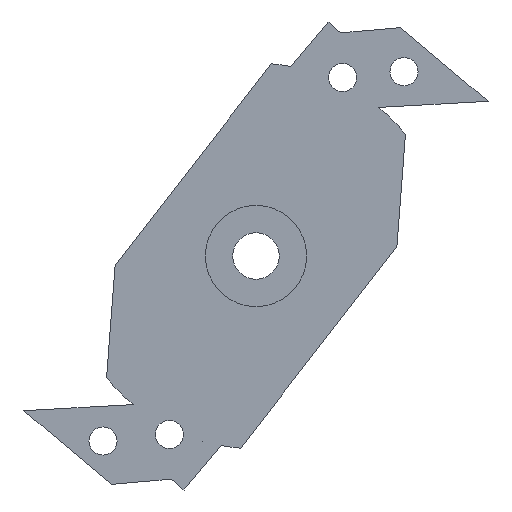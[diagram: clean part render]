
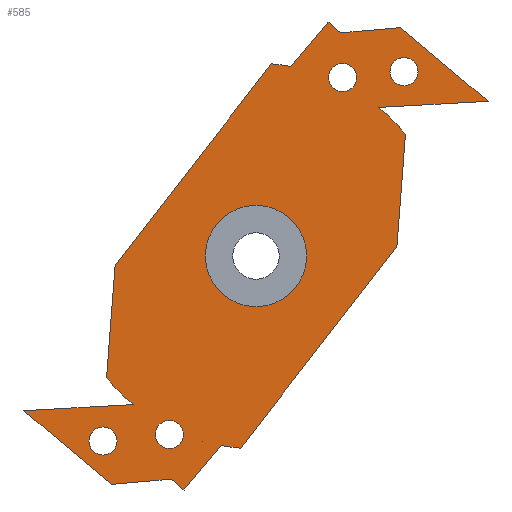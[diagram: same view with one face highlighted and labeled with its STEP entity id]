
A CAD part, left-side view. The second image highlights one B-rep face of the part: STEP entity #585.
In plain terms, the highlighted planar face has unit normal (-1, 0, 0).
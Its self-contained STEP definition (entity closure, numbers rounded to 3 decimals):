
#16=FACE_BOUND('',#96,.T.);
#17=FACE_BOUND('',#97,.T.);
#18=FACE_BOUND('',#98,.T.);
#19=FACE_BOUND('',#99,.T.);
#20=FACE_BOUND('',#100,.T.);
#21=FACE_BOUND('',#101,.T.);
#38=PLANE('',#643);
#64=FACE_OUTER_BOUND('',#95,.T.);
#95=EDGE_LOOP('',(#461,#462,#463,#464,#465,#466,#467,#468,#469,#470,#471,
#472,#473,#474,#475,#476,#477,#478));
#96=EDGE_LOOP('',(#479));
#97=EDGE_LOOP('',(#480));
#98=EDGE_LOOP('',(#481));
#99=EDGE_LOOP('',(#482));
#100=EDGE_LOOP('',(#483));
#101=EDGE_LOOP('',(#484,#485,#486));
#123=LINE('',#843,#182);
#126=LINE('',#850,#185);
#134=LINE('',#877,#193);
#136=LINE('',#881,#195);
#140=LINE('',#890,#199);
#145=LINE('',#902,#204);
#146=LINE('',#904,#205);
#151=LINE('',#922,#210);
#156=LINE('',#935,#215);
#157=LINE('',#938,#216);
#158=LINE('',#940,#217);
#159=LINE('',#942,#218);
#160=LINE('',#944,#219);
#161=LINE('',#945,#220);
#162=LINE('',#946,#221);
#163=LINE('',#947,#222);
#182=VECTOR('',#677,10.);
#185=VECTOR('',#682,10.);
#193=VECTOR('',#706,10.);
#195=VECTOR('',#710,10.);
#199=VECTOR('',#716,10.);
#204=VECTOR('',#729,10.);
#205=VECTOR('',#732,10.);
#210=VECTOR('',#751,10.);
#215=VECTOR('',#764,10.);
#216=VECTOR('',#767,10.);
#217=VECTOR('',#768,10.);
#218=VECTOR('',#769,10.);
#219=VECTOR('',#770,10.);
#220=VECTOR('',#771,10.);
#221=VECTOR('',#772,10.);
#222=VECTOR('',#773,10.);
#241=CIRCLE('',#620,6.);
#242=CIRCLE('',#622,22.847);
#244=CIRCLE('',#628,22.847);
#247=CIRCLE('',#634,22.847);
#248=CIRCLE('',#636,22.847);
#251=CIRCLE('',#641,22.847);
#252=CIRCLE('',#644,1.666);
#253=CIRCLE('',#645,1.666);
#254=CIRCLE('',#646,1.666);
#255=CIRCLE('',#647,1.666);
#264=VERTEX_POINT('',#840);
#265=VERTEX_POINT('',#842);
#266=VERTEX_POINT('',#846);
#268=VERTEX_POINT('',#849);
#271=VERTEX_POINT('',#858);
#273=VERTEX_POINT('',#863);
#274=VERTEX_POINT('',#865);
#278=VERTEX_POINT('',#874);
#279=VERTEX_POINT('',#876);
#280=VERTEX_POINT('',#880);
#282=VERTEX_POINT('',#886);
#284=VERTEX_POINT('',#889);
#287=VERTEX_POINT('',#896);
#289=VERTEX_POINT('',#908);
#291=VERTEX_POINT('',#914);
#292=VERTEX_POINT('',#919);
#295=VERTEX_POINT('',#926);
#297=VERTEX_POINT('',#930);
#298=VERTEX_POINT('',#937);
#299=VERTEX_POINT('',#939);
#300=VERTEX_POINT('',#941);
#301=VERTEX_POINT('',#943);
#302=VERTEX_POINT('',#948);
#303=VERTEX_POINT('',#950);
#304=VERTEX_POINT('',#952);
#305=VERTEX_POINT('',#954);
#319=EDGE_CURVE('',#265,#264,#123,.T.);
#322=EDGE_CURVE('',#266,#268,#126,.F.);
#326=EDGE_CURVE('',#271,#271,#241,.T.);
#329=EDGE_CURVE('',#273,#274,#242,.T.);
#334=EDGE_CURVE('',#279,#278,#134,.T.);
#336=EDGE_CURVE('',#280,#278,#136,.T.);
#340=EDGE_CURVE('',#284,#282,#140,.T.);
#344=EDGE_CURVE('',#287,#266,#244,.T.);
#347=EDGE_CURVE('',#268,#287,#145,.T.);
#348=EDGE_CURVE('',#280,#284,#146,.T.);
#352=EDGE_CURVE('',#265,#289,#247,.T.);
#354=EDGE_CURVE('',#291,#282,#248,.T.);
#357=EDGE_CURVE('',#273,#292,#151,.T.);
#362=EDGE_CURVE('',#297,#295,#251,.T.);
#364=EDGE_CURVE('',#295,#292,#156,.T.);
#365=EDGE_CURVE('',#289,#298,#157,.T.);
#366=EDGE_CURVE('',#299,#264,#158,.T.);
#367=EDGE_CURVE('',#300,#299,#159,.T.);
#368=EDGE_CURVE('',#300,#301,#160,.T.);
#369=EDGE_CURVE('',#301,#274,#161,.T.);
#370=EDGE_CURVE('',#279,#297,#162,.T.);
#371=EDGE_CURVE('',#291,#298,#163,.T.);
#372=EDGE_CURVE('',#302,#302,#252,.T.);
#373=EDGE_CURVE('',#303,#303,#253,.T.);
#374=EDGE_CURVE('',#304,#304,#254,.T.);
#375=EDGE_CURVE('',#305,#305,#255,.T.);
#461=ORIENTED_EDGE('',*,*,#365,.F.);
#462=ORIENTED_EDGE('',*,*,#352,.F.);
#463=ORIENTED_EDGE('',*,*,#319,.T.);
#464=ORIENTED_EDGE('',*,*,#366,.F.);
#465=ORIENTED_EDGE('',*,*,#367,.F.);
#466=ORIENTED_EDGE('',*,*,#368,.T.);
#467=ORIENTED_EDGE('',*,*,#369,.T.);
#468=ORIENTED_EDGE('',*,*,#329,.F.);
#469=ORIENTED_EDGE('',*,*,#357,.T.);
#470=ORIENTED_EDGE('',*,*,#364,.F.);
#471=ORIENTED_EDGE('',*,*,#362,.F.);
#472=ORIENTED_EDGE('',*,*,#370,.F.);
#473=ORIENTED_EDGE('',*,*,#334,.T.);
#474=ORIENTED_EDGE('',*,*,#336,.F.);
#475=ORIENTED_EDGE('',*,*,#348,.T.);
#476=ORIENTED_EDGE('',*,*,#340,.T.);
#477=ORIENTED_EDGE('',*,*,#354,.F.);
#478=ORIENTED_EDGE('',*,*,#371,.T.);
#479=ORIENTED_EDGE('',*,*,#372,.T.);
#480=ORIENTED_EDGE('',*,*,#373,.T.);
#481=ORIENTED_EDGE('',*,*,#374,.T.);
#482=ORIENTED_EDGE('',*,*,#375,.T.);
#483=ORIENTED_EDGE('',*,*,#326,.T.);
#484=ORIENTED_EDGE('',*,*,#347,.F.);
#485=ORIENTED_EDGE('',*,*,#322,.F.);
#486=ORIENTED_EDGE('',*,*,#344,.F.);
#585=ADVANCED_FACE('',(#64,#16,#17,#18,#19,#20,#21),#38,.F.);
#620=AXIS2_PLACEMENT_3D('',#859,#691,#692);
#622=AXIS2_PLACEMENT_3D('',#866,#697,#698);
#628=AXIS2_PLACEMENT_3D('',#898,#722,#723);
#634=AXIS2_PLACEMENT_3D('',#911,#739,#740);
#636=AXIS2_PLACEMENT_3D('',#916,#744,#745);
#641=AXIS2_PLACEMENT_3D('',#932,#759,#760);
#643=AXIS2_PLACEMENT_3D('',#936,#765,#766);
#644=AXIS2_PLACEMENT_3D('',#949,#774,#775);
#645=AXIS2_PLACEMENT_3D('',#951,#776,#777);
#646=AXIS2_PLACEMENT_3D('',#953,#778,#779);
#647=AXIS2_PLACEMENT_3D('',#955,#780,#781);
#677=DIRECTION('',(0.,-0.998,0.056));
#682=DIRECTION('',(0.,0.882,0.471));
#691=DIRECTION('center_axis',(1.,0.,0.));
#692=DIRECTION('ref_axis',(0.,-1.,0.));
#697=DIRECTION('center_axis',(1.,0.,0.));
#698=DIRECTION('ref_axis',(0.,1.,0.));
#706=DIRECTION('',(0.,-0.766,-0.643));
#710=DIRECTION('',(0.,0.996,-0.087));
#716=DIRECTION('',(0.,-0.643,0.766));
#722=DIRECTION('center_axis',(1.,0.,0.));
#723=DIRECTION('ref_axis',(0.,1.,0.));
#729=DIRECTION('',(0.,-0.643,0.766));
#732=DIRECTION('',(0.,-0.766,-0.643));
#739=DIRECTION('center_axis',(1.,0.,0.));
#740=DIRECTION('ref_axis',(0.,1.,0.));
#744=DIRECTION('center_axis',(1.,0.,0.));
#745=DIRECTION('ref_axis',(0.,1.,0.));
#751=DIRECTION('',(0.,0.613,-0.79));
#759=DIRECTION('center_axis',(1.,0.,0.));
#760=DIRECTION('ref_axis',(0.,1.,0.));
#764=DIRECTION('',(0.,-0.076,0.997));
#765=DIRECTION('center_axis',(1.,0.,0.));
#766=DIRECTION('ref_axis',(0.,1.,0.));
#767=DIRECTION('',(0.,0.076,-0.997));
#768=DIRECTION('',(0.,-0.766,-0.643));
#769=DIRECTION('',(0.,-0.996,0.087));
#770=DIRECTION('',(0.,0.766,0.643));
#771=DIRECTION('',(0.,0.643,-0.766));
#772=DIRECTION('',(0.,-0.998,0.056));
#773=DIRECTION('',(0.,-0.613,0.79));
#774=DIRECTION('center_axis',(1.,0.,0.));
#775=DIRECTION('ref_axis',(0.,1.,0.));
#776=DIRECTION('center_axis',(1.,0.,0.));
#777=DIRECTION('ref_axis',(0.,1.,0.));
#778=DIRECTION('center_axis',(1.,0.,0.));
#779=DIRECTION('ref_axis',(0.,1.,0.));
#780=DIRECTION('center_axis',(1.,0.,0.));
#781=DIRECTION('ref_axis',(0.,1.,0.));
#840=CARTESIAN_POINT('',(827.,-33.512,52.333));
#842=CARTESIAN_POINT('',(827.,-20.561,51.606));
#843=CARTESIAN_POINT('',(827.,-20.784,51.619));
#846=CARTESIAN_POINT('',(827.,0.315,12.043));
#849=CARTESIAN_POINT('',(827.,0.302,12.036));
#850=CARTESIAN_POINT('',(827.,6.615,15.404));
#858=CARTESIAN_POINT('',(827.,0.,34.));
#859=CARTESIAN_POINT('Origin',(827.,-6.,34.));
#863=CARTESIAN_POINT('',(827.,-7.821,56.775));
#865=CARTESIAN_POINT('',(827.,-10.118,56.473));
#866=CARTESIAN_POINT('Origin',(827.,-6.,34.));
#874=CARTESIAN_POINT('',(827.,11.108,6.937));
#876=CARTESIAN_POINT('',(827.,21.512,15.667));
#877=CARTESIAN_POINT('',(827.,21.512,15.667));
#880=CARTESIAN_POINT('',(827.,4.063,7.553));
#881=CARTESIAN_POINT('',(827.,-0.317,7.936));
#886=CARTESIAN_POINT('',(827.,-1.882,11.527));
#889=CARTESIAN_POINT('',(827.,2.531,6.267));
#890=CARTESIAN_POINT('',(827.,-1.23,10.75));
#896=CARTESIAN_POINT('',(827.,0.3,12.038));
#898=CARTESIAN_POINT('Origin',(827.,-6.,34.));
#902=CARTESIAN_POINT('',(827.,0.302,12.036));
#904=CARTESIAN_POINT('',(827.,4.063,7.553));
#908=CARTESIAN_POINT('',(827.,-23.711,48.433));
#911=CARTESIAN_POINT('Origin',(827.,-6.,34.));
#914=CARTESIAN_POINT('',(827.,-4.179,11.225));
#916=CARTESIAN_POINT('Origin',(827.,-6.,34.));
#919=CARTESIAN_POINT('',(827.,10.7,32.88));
#922=CARTESIAN_POINT('',(827.,9.745,34.111));
#926=CARTESIAN_POINT('',(827.,11.711,19.567));
#930=CARTESIAN_POINT('',(827.,8.561,16.394));
#932=CARTESIAN_POINT('Origin',(827.,-6.,34.));
#935=CARTESIAN_POINT('',(827.,10.863,30.739));
#936=CARTESIAN_POINT('Origin',(827.,-6.,34.));
#937=CARTESIAN_POINT('',(827.,-22.7,35.12));
#938=CARTESIAN_POINT('',(827.,-22.863,37.261));
#939=CARTESIAN_POINT('',(827.,-23.108,61.063));
#940=CARTESIAN_POINT('',(827.,-19.277,64.277));
#941=CARTESIAN_POINT('',(827.,-16.063,60.447));
#942=CARTESIAN_POINT('',(827.,-11.683,60.064));
#943=CARTESIAN_POINT('',(827.,-14.531,61.733));
#944=CARTESIAN_POINT('',(827.,-16.063,60.447));
#945=CARTESIAN_POINT('',(827.,-10.768,57.247));
#946=CARTESIAN_POINT('',(827.,21.512,15.667));
#947=CARTESIAN_POINT('',(827.,-21.745,33.889));
#948=CARTESIAN_POINT('',(827.,2.607,12.848));
#949=CARTESIAN_POINT('Origin',(827.,4.273,12.848));
#950=CARTESIAN_POINT('',(827.,10.464,12.07));
#951=CARTESIAN_POINT('Origin',(827.,12.13,12.07));
#952=CARTESIAN_POINT('',(827.,-25.206,55.847));
#953=CARTESIAN_POINT('Origin',(827.,-23.54,55.847));
#954=CARTESIAN_POINT('',(827.,-17.939,55.152));
#955=CARTESIAN_POINT('Origin',(827.,-16.273,55.152));
